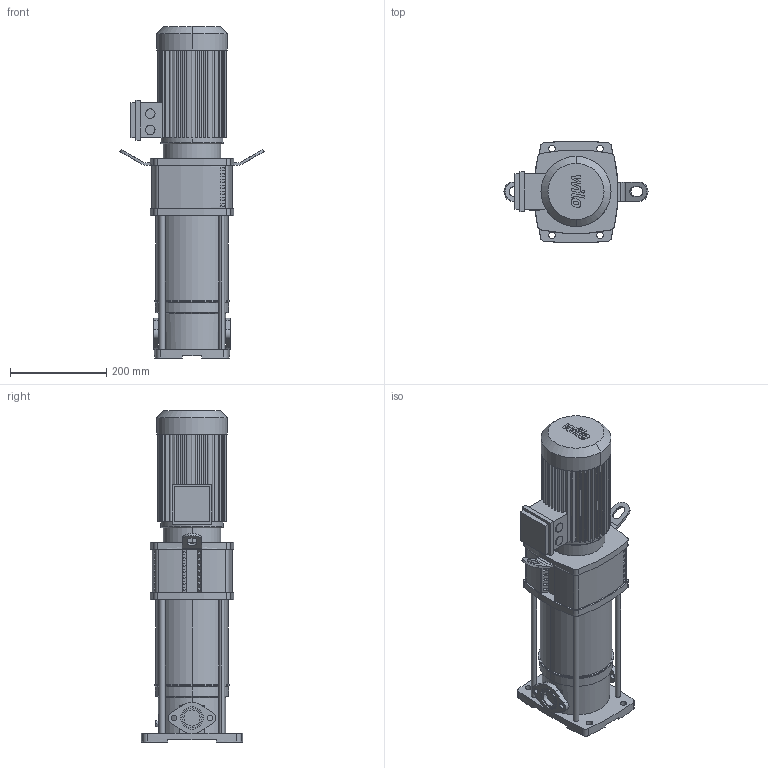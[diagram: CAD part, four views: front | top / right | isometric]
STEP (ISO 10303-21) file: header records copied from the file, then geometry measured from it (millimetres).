
FILE_DESCRIPTION((''),'2;1');
FILE_NAME('3d_HELIXV405-1_16_E_K-4160521.stp','2016-08-24T08:11:32',(''),(''),'Mechanical Desktop 2009','Mechanical Desktop 2009',', , ');
FILE_SCHEMA(('CONFIG_CONTROL_DESIGN'));
Length unit declared in the file: millimetre
Products named in the file (1): Product
Bounding box: 300 x 211.93 x 691.2 mm (x, y, z)
Volume: 11262886.9 mm3; surface area: 896758.4 mm2
Topology: 17 solids, 17 shells, 706 faces, 1914 edges, 1271 vertices
Faces by surface type: plane 306, bspline 235, cylinder 149, cone 14, torus 2
Entity records: 23255 total; most frequent: CARTESIAN_POINT 5439, ORIENTED_EDGE 3828, DIRECTION 3361, EDGE_CURVE 1914, VECTOR 1315, LINE 1315, VERTEX_POINT 1271, AXIS2_PLACEMENT_3D 1023
